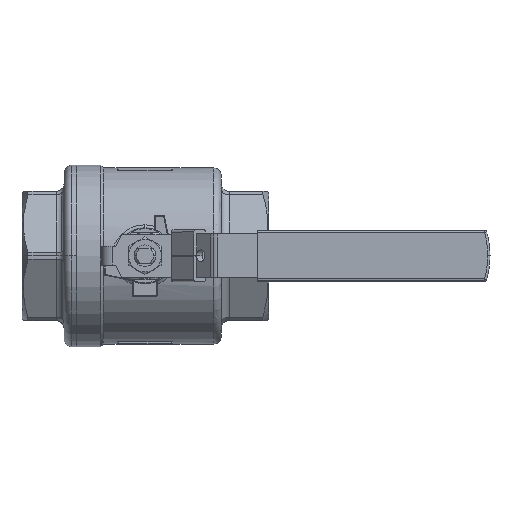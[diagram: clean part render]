
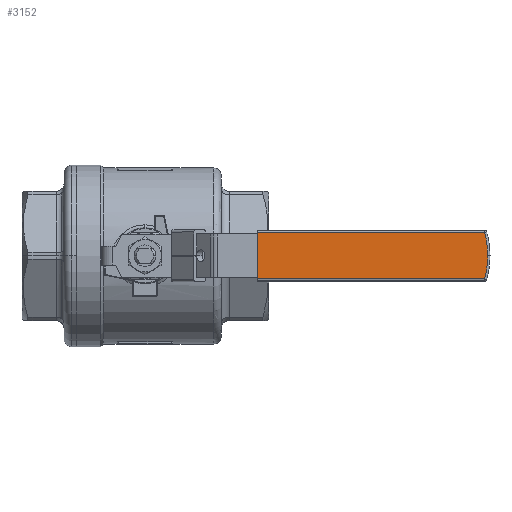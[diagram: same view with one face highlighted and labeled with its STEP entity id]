
A CAD part, top view. The second image highlights one B-rep face of the part: STEP entity #3152.
In plain terms, the highlighted planar face has unit normal (0, 0, 1).
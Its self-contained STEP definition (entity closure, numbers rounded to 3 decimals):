
#3152=ADVANCED_FACE('',(#6443),#6444,.T.);
#6443=FACE_OUTER_BOUND('',#10233,.T.);
#6444=PLANE('',#10234);
#10233=EDGE_LOOP('',(#19826,#19827,#19828,#19829,#19830));
#10234=AXIS2_PLACEMENT_3D('',#19831,#19832,#19833);
#19826=ORIENTED_EDGE('',*,*,#24028,.F.);
#19827=ORIENTED_EDGE('',*,*,#24088,.F.);
#19828=ORIENTED_EDGE('',*,*,#24010,.F.);
#19829=ORIENTED_EDGE('',*,*,#24023,.F.);
#19830=ORIENTED_EDGE('',*,*,#24071,.F.);
#19831=CARTESIAN_POINT('',(-62.815,0.,120.2));
#19832=DIRECTION('',(0.,0.,1.0));
#19833=DIRECTION('',(-1.0,0.,0.));
#24010=EDGE_CURVE('',#29670,#29672,#29673,.T.);
#24023=EDGE_CURVE('',#29691,#29670,#29693,.T.);
#24028=EDGE_CURVE('',#29699,#29701,#29702,.T.);
#24071=EDGE_CURVE('',#29701,#29691,#29760,.T.);
#24088=EDGE_CURVE('',#29672,#29699,#29783,.T.);
#29670=VERTEX_POINT('',#38922);
#29672=VERTEX_POINT('',#38924);
#29673=LINE('',#38925,#38926);
#29691=VERTEX_POINT('',#38947);
#29693=CIRCLE('',#38949,56.0);
#29699=VERTEX_POINT('',#38956);
#29701=VERTEX_POINT('',#38958);
#29702=LINE('',#38959,#38960);
#29760=CIRCLE('',#39025,56.0);
#29783=LINE('',#39057,#39058);
#38922=CARTESIAN_POINT('',(9.618,-15.,120.2));
#38924=CARTESIAN_POINT('',(-136.836,-15.0,120.2));
#38925=CARTESIAN_POINT('',(-62.93,-15.,120.2));
#38926=VECTOR('',#43072,10.0);
#38947=CARTESIAN_POINT('',(11.664,0.,120.2));
#38949=AXIS2_PLACEMENT_3D('',#43094,#43095,#43096);
#38956=CARTESIAN_POINT('',(-136.836,15.,120.2));
#38958=CARTESIAN_POINT('',(9.618,15.,120.2));
#38959=CARTESIAN_POINT('',(-62.93,15.,120.2));
#38960=VECTOR('',#43104,10.0);
#39025=AXIS2_PLACEMENT_3D('',#43181,#43182,#43183);
#39057=CARTESIAN_POINT('',(-136.836,16.5,120.2));
#39058=VECTOR('',#43199,10.0);
#43072=DIRECTION('',(-1.0,0.,0.));
#43094=CARTESIAN_POINT('',(-44.336,0.,120.2));
#43095=DIRECTION('',(0.,0.,-1.0));
#43096=DIRECTION('',(1.0,0.,0.));
#43104=DIRECTION('',(1.0,0.,0.));
#43181=CARTESIAN_POINT('',(-44.336,0.,120.2));
#43182=DIRECTION('',(0.,0.,-1.0));
#43183=DIRECTION('',(1.0,0.,0.));
#43199=DIRECTION('',(0.,1.0,0.));
